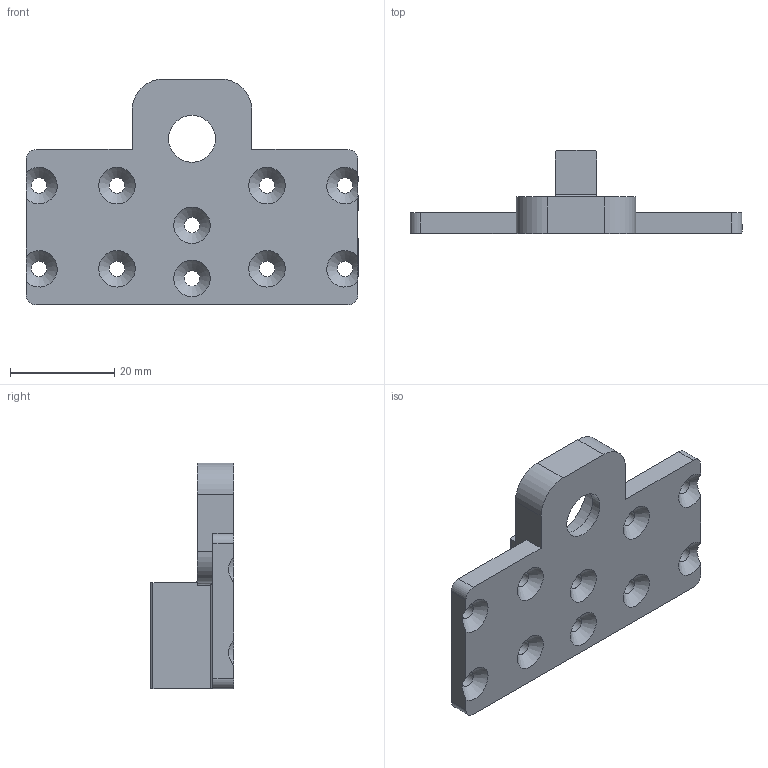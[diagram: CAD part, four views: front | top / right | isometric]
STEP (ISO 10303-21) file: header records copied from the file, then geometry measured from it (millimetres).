
FILE_DESCRIPTION(/* description */ (''),/* implementation_level */ '2;1');
FILE_NAME(/* name */ 'arabalik v16.step',/* time_stamp */ '2021-09-22T19:31:29+03:00',/* author */ (''),/* organization */ (''),/* preprocessor_version */ 'ST-DEVELOPER v18.1',/* originating_system */ 'Autodesk Translation Framework v10.10.0.1391',/* authorisation */ '');
FILE_SCHEMA (('AUTOMOTIVE_DESIGN { 1 0 10303 214 3 1 1 }'));
Length unit declared in the file: millimetre
Products named in the file (1): arabalik
Bounding box: 63.84 x 16 x 43.45 mm (x, y, z)
Volume: 10387.4 mm3; surface area: 6655.6 mm2
Topology: 1 solids, 1 shells, 56 faces, 161 edges, 104 vertices
Faces by surface type: cylinder 27, plane 19, cone 10
Full cylindrical faces by diameter (mm): 3 x10, 9 x1, 16.2 x1
Entity records: 1926 total; most frequent: DIRECTION 339, CARTESIAN_POINT 330, ORIENTED_EDGE 322, EDGE_CURVE 161, AXIS2_PLACEMENT_3D 125, VERTEX_POINT 104, LINE 89, VECTOR 89
